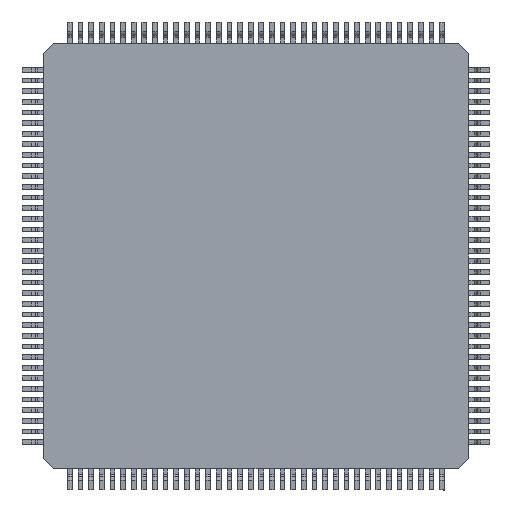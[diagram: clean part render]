
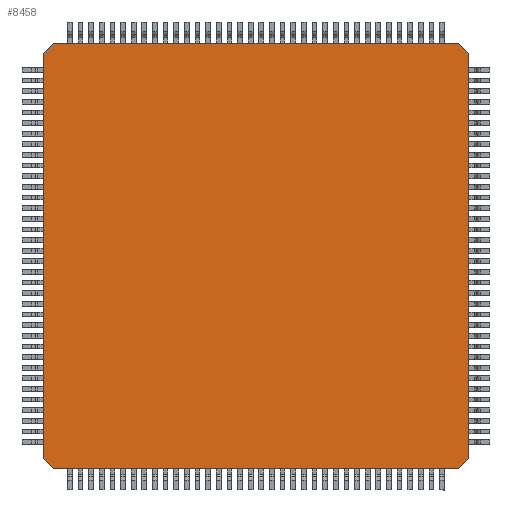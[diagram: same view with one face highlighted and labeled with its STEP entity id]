
A CAD part, front view. The second image highlights one B-rep face of the part: STEP entity #8458.
In plain terms, the highlighted planar face has unit normal (0, -1, 0).
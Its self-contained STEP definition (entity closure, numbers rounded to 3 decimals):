
#69 = DIRECTION ( 'NONE',  ( 0., 0., 1. ) ) ;
#540 = CARTESIAN_POINT ( 'NONE',  ( 10., 0.1, 9.5 ) ) ;
#607 = ORIENTED_EDGE ( 'NONE', *, *, #6664, .T. ) ;
#726 = CARTESIAN_POINT ( 'NONE',  ( -10., 0.1, -10. ) ) ;
#819 = VERTEX_POINT ( 'NONE', #540 ) ;
#970 = CARTESIAN_POINT ( 'NONE',  ( 9.5, 0.1, -10. ) ) ;
#1221 = CARTESIAN_POINT ( 'NONE',  ( 9.5, 0.1, -10. ) ) ;
#1544 = DIRECTION ( 'NONE',  ( -0.707, 0., 0.707 ) ) ;
#2445 = EDGE_CURVE ( 'NONE', #9513, #9187, #7639, .T. ) ;
#2500 = VECTOR ( 'NONE', #9704, 1000. ) ;
#2753 = ORIENTED_EDGE ( 'NONE', *, *, #2445, .T. ) ;
#2826 = CARTESIAN_POINT ( 'NONE',  ( 9.5, 0.1, 10. ) ) ;
#2962 = CARTESIAN_POINT ( 'NONE',  ( -9.5, 0.1, 10. ) ) ;
#3214 = CARTESIAN_POINT ( 'NONE',  ( -9.5, 0.1, -10. ) ) ;
#3215 = EDGE_CURVE ( 'NONE', #6745, #9513, #11221, .T. ) ;
#3486 = DIRECTION ( 'NONE',  ( 0., -1., 0. ) ) ;
#3532 = ORIENTED_EDGE ( 'NONE', *, *, #11160, .T. ) ;
#3765 = EDGE_CURVE ( 'NONE', #4296, #9801, #7067, .T. ) ;
#3819 = VERTEX_POINT ( 'NONE', #2826 ) ;
#3889 = EDGE_CURVE ( 'NONE', #9801, #11950, #11296, .T. ) ;
#3919 = DIRECTION ( 'NONE',  ( 0., 0., -1. ) ) ;
#4015 = ORIENTED_EDGE ( 'NONE', *, *, #3765, .T. ) ;
#4296 = VERTEX_POINT ( 'NONE', #2962 ) ;
#4450 = DIRECTION ( 'NONE',  ( 0., 0., -1. ) ) ;
#5076 = DIRECTION ( 'NONE',  ( -1., 0., 0. ) ) ;
#5664 = EDGE_CURVE ( 'NONE', #819, #3819, #7961, .T. ) ;
#5864 = CARTESIAN_POINT ( 'NONE',  ( -10., 0.1, -10. ) ) ;
#5999 = DIRECTION ( 'NONE',  ( 1., 0., 0. ) ) ;
#6031 = ORIENTED_EDGE ( 'NONE', *, *, #3889, .T. ) ;
#6272 = VECTOR ( 'NONE', #12331, 1000. ) ;
#6664 = EDGE_CURVE ( 'NONE', #3819, #4296, #9341, .T. ) ;
#6745 = VERTEX_POINT ( 'NONE', #3214 ) ;
#6810 = ORIENTED_EDGE ( 'NONE', *, *, #8715, .T. ) ;
#7067 = LINE ( 'NONE', #11081, #6272 ) ;
#7181 = VECTOR ( 'NONE', #9541, 1000. ) ;
#7327 = CARTESIAN_POINT ( 'NONE',  ( -10., 0.1, -9.5 ) ) ;
#7402 = LINE ( 'NONE', #7327, #7181 ) ;
#7503 = VECTOR ( 'NONE', #5999, 1000. ) ;
#7639 = LINE ( 'NONE', #1221, #2500 ) ;
#7673 = FACE_OUTER_BOUND ( 'NONE', #10916, .T. ) ;
#7894 = CARTESIAN_POINT ( 'NONE',  ( -10., 0.1, -9.5 ) ) ;
#7961 = LINE ( 'NONE', #8093, #11134 ) ;
#8093 = CARTESIAN_POINT ( 'NONE',  ( 9.5, 0.1, 10. ) ) ;
#8254 = CARTESIAN_POINT ( 'NONE',  ( 10., 0.1, -9.5 ) ) ;
#8458 = ADVANCED_FACE ( 'NONE', ( #7673 ), #8789, .T. ) ;
#8715 = EDGE_CURVE ( 'NONE', #9187, #819, #10720, .T. ) ;
#8789 = PLANE ( 'NONE',  #10281 ) ;
#8908 = ORIENTED_EDGE ( 'NONE', *, *, #3215, .T. ) ;
#9187 = VERTEX_POINT ( 'NONE', #8254 ) ;
#9341 = LINE ( 'NONE', #10386, #11794 ) ;
#9513 = VERTEX_POINT ( 'NONE', #970 ) ;
#9541 = DIRECTION ( 'NONE',  ( 0.707, 0., -0.707 ) ) ;
#9675 = CARTESIAN_POINT ( 'NONE',  ( -10., 0.1, -10. ) ) ;
#9704 = DIRECTION ( 'NONE',  ( 0.707, 0., 0.707 ) ) ;
#9801 = VERTEX_POINT ( 'NONE', #11018 ) ;
#10068 = VECTOR ( 'NONE', #69, 1000. ) ;
#10281 = AXIS2_PLACEMENT_3D ( 'NONE', #9675, #3486, #4450 ) ;
#10386 = CARTESIAN_POINT ( 'NONE',  ( -10., 0.1, 10. ) ) ;
#10720 = LINE ( 'NONE', #11970, #10068 ) ;
#10721 = VECTOR ( 'NONE', #3919, 1000. ) ;
#10916 = EDGE_LOOP ( 'NONE', ( #607, #4015, #6031, #3532, #8908, #2753, #6810, #11187 ) ) ;
#11018 = CARTESIAN_POINT ( 'NONE',  ( -10., 0.1, 9.5 ) ) ;
#11081 = CARTESIAN_POINT ( 'NONE',  ( -9.5, 0.1, 10. ) ) ;
#11134 = VECTOR ( 'NONE', #1544, 1000. ) ;
#11160 = EDGE_CURVE ( 'NONE', #11950, #6745, #7402, .T. ) ;
#11187 = ORIENTED_EDGE ( 'NONE', *, *, #5664, .T. ) ;
#11221 = LINE ( 'NONE', #5864, #7503 ) ;
#11296 = LINE ( 'NONE', #726, #10721 ) ;
#11794 = VECTOR ( 'NONE', #5076, 1000. ) ;
#11950 = VERTEX_POINT ( 'NONE', #7894 ) ;
#11970 = CARTESIAN_POINT ( 'NONE',  ( 10., 0.1, -10. ) ) ;
#12331 = DIRECTION ( 'NONE',  ( -0.707, 0., -0.707 ) ) ;
